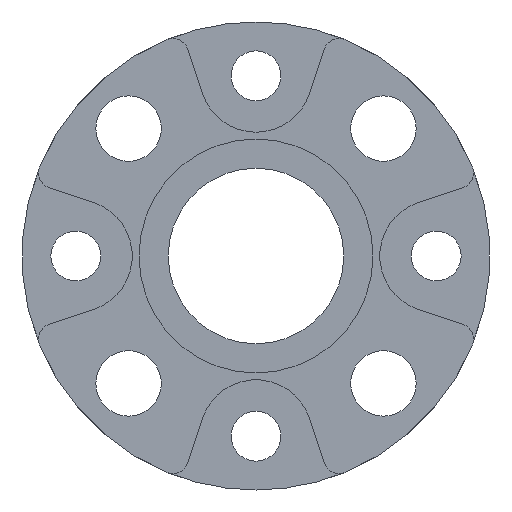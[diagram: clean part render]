
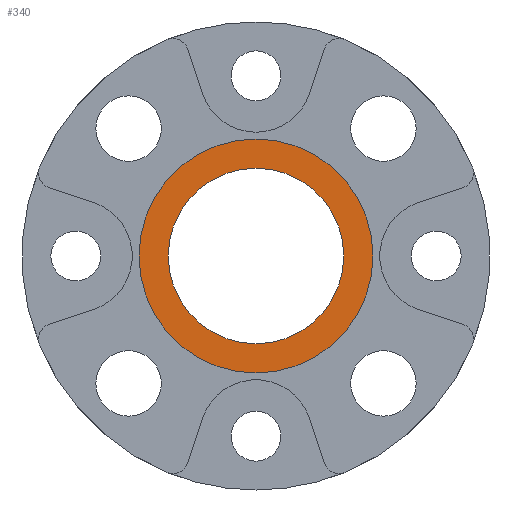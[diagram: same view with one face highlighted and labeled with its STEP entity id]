
A CAD part, front view. The second image highlights one B-rep face of the part: STEP entity #340.
In plain terms, the highlighted planar face has unit normal (0, -1, 0).
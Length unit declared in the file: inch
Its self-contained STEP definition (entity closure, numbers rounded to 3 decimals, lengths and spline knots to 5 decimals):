
#14 = DIRECTION ( 'NONE',  ( 0., 0., 1. ) ) ;
#60 = CARTESIAN_POINT ( 'NONE',  ( 0., 0.1875, 0.25 ) ) ;
#77 = VERTEX_POINT ( 'NONE', #60 ) ;
#79 = DIRECTION ( 'NONE',  ( 0., 1., 0. ) ) ;
#122 = DIRECTION ( 'NONE',  ( 0., 0., 1. ) ) ;
#209 = EDGE_CURVE ( 'NONE', #77, #982, #2889, .T. ) ;
#221 = ORIENTED_EDGE ( 'NONE', *, *, #1937, .F. ) ;
#283 = PLANE ( 'NONE',  #737 ) ;
#292 = VERTEX_POINT ( 'NONE', #1837 ) ;
#339 = ORIENTED_EDGE ( 'NONE', *, *, #376, .T. ) ;
#340 = ADVANCED_FACE ( 'NONE', ( #1422, #2545 ), #283, .F. ) ;
#376 = EDGE_CURVE ( 'NONE', #292, #2143, #678, .T. ) ;
#382 = AXIS2_PLACEMENT_3D ( 'NONE', #772, #2337, #998 ) ;
#678 = CIRCLE ( 'NONE', #382, 0.1875 ) ;
#737 = AXIS2_PLACEMENT_3D ( 'NONE', #2527, #79, #1643 ) ;
#772 = CARTESIAN_POINT ( 'NONE',  ( 0., 0.1875, 0. ) ) ;
#914 = DIRECTION ( 'NONE',  ( 0., 1., 0. ) ) ;
#982 = VERTEX_POINT ( 'NONE', #1599 ) ;
#998 = DIRECTION ( 'NONE',  ( 0., 0., 1. ) ) ;
#1297 = EDGE_LOOP ( 'NONE', ( #1608, #221 ) ) ;
#1353 = DIRECTION ( 'NONE',  ( 0., 1., 0. ) ) ;
#1422 = FACE_OUTER_BOUND ( 'NONE', #1297, .T. ) ;
#1449 = DIRECTION ( 'NONE',  ( 0., 1., 0. ) ) ;
#1455 = AXIS2_PLACEMENT_3D ( 'NONE', #2794, #1449, #122 ) ;
#1599 = CARTESIAN_POINT ( 'NONE',  ( 0., 0.1875, -0.25 ) ) ;
#1608 = ORIENTED_EDGE ( 'NONE', *, *, #209, .F. ) ;
#1643 = DIRECTION ( 'NONE',  ( 0., 0., 1. ) ) ;
#1645 = AXIS2_PLACEMENT_3D ( 'NONE', #2256, #914, #2481 ) ;
#1692 = EDGE_CURVE ( 'NONE', #2143, #292, #1929, .T. ) ;
#1837 = CARTESIAN_POINT ( 'NONE',  ( 0., 0.1875, 0.1875 ) ) ;
#1929 = CIRCLE ( 'NONE', #1455, 0.1875 ) ;
#1937 = EDGE_CURVE ( 'NONE', #982, #77, #2273, .T. ) ;
#1988 = CARTESIAN_POINT ( 'NONE',  ( 0., 0.1875, -0.1875 ) ) ;
#2143 = VERTEX_POINT ( 'NONE', #1988 ) ;
#2251 = AXIS2_PLACEMENT_3D ( 'NONE', #2691, #1353, #14 ) ;
#2256 = CARTESIAN_POINT ( 'NONE',  ( 0., 0.1875, 0. ) ) ;
#2273 = CIRCLE ( 'NONE', #2251, 0.25 ) ;
#2337 = DIRECTION ( 'NONE',  ( 0., 1., 0. ) ) ;
#2481 = DIRECTION ( 'NONE',  ( 0., 0., 1. ) ) ;
#2527 = CARTESIAN_POINT ( 'NONE',  ( 0.1875, 0.1875, 0. ) ) ;
#2545 = FACE_BOUND ( 'NONE', #2897, .T. ) ;
#2658 = ORIENTED_EDGE ( 'NONE', *, *, #1692, .T. ) ;
#2691 = CARTESIAN_POINT ( 'NONE',  ( 0., 0.1875, 0. ) ) ;
#2794 = CARTESIAN_POINT ( 'NONE',  ( 0., 0.1875, 0. ) ) ;
#2889 = CIRCLE ( 'NONE', #1645, 0.25 ) ;
#2897 = EDGE_LOOP ( 'NONE', ( #339, #2658 ) ) ;
